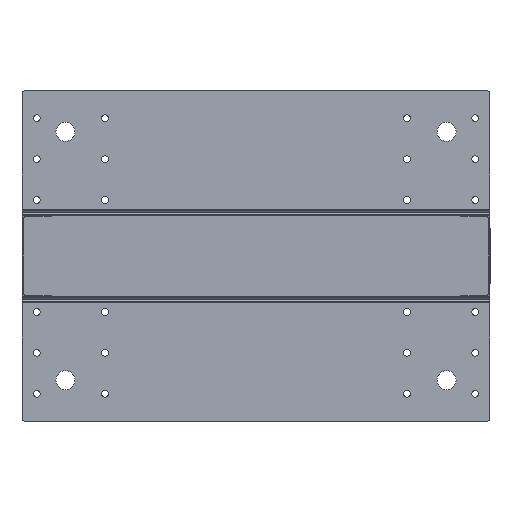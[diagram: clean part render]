
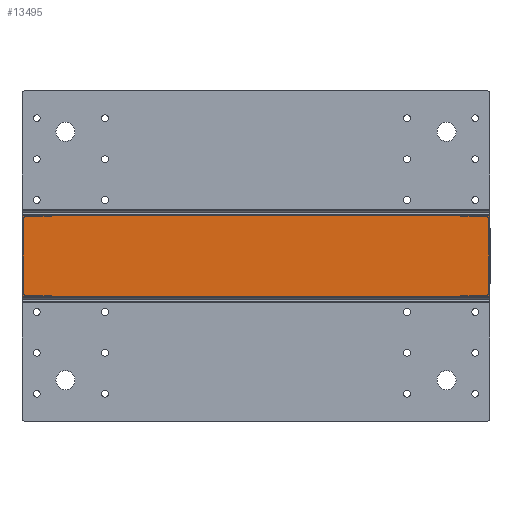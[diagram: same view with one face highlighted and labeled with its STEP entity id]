
A CAD part, front view. The second image highlights one B-rep face of the part: STEP entity #13495.
In plain terms, the highlighted face is planar.
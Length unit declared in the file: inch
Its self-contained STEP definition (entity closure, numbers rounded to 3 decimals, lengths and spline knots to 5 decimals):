
#2722 = DIRECTION ( 'NONE',  ( 0., 1., 0. ) ) ;
#4732 = EDGE_LOOP ( 'NONE', ( #44380, #49294, #27323, #33920 ) ) ;
#5004 = AXIS2_PLACEMENT_3D ( 'NONE', #8222, #24669, #41127 ) ;
#5584 = CARTESIAN_POINT ( 'NONE',  ( -1.77165, -10.12795, 0. ) ) ;
#7277 = DIRECTION ( 'NONE',  ( 1., 0., 0. ) ) ;
#7865 = CARTESIAN_POINT ( 'NONE',  ( -1.87008, 10.12795, 0. ) ) ;
#8222 = CARTESIAN_POINT ( 'NONE',  ( -1.87008, 10.12795, 0. ) ) ;
#13495 = ADVANCED_FACE ( 'NONE', ( #18821 ), #58710, .T. ) ;
#14471 = CARTESIAN_POINT ( 'NONE',  ( 1.77165, 10.12795, 0. ) ) ;
#14654 = VECTOR ( 'NONE', #7277, 39.37008 ) ;
#18821 = FACE_OUTER_BOUND ( 'NONE', #4732, .T. ) ;
#22171 = EDGE_CURVE ( 'NONE', #35123, #28394, #57993, .T. ) ;
#24296 = LINE ( 'NONE', #51397, #49373 ) ;
#24669 = DIRECTION ( 'NONE',  ( 0., 0., 1. ) ) ;
#25630 = VERTEX_POINT ( 'NONE', #41509 ) ;
#27323 = ORIENTED_EDGE ( 'NONE', *, *, #42952, .T. ) ;
#28394 = VERTEX_POINT ( 'NONE', #40940 ) ;
#30631 = VERTEX_POINT ( 'NONE', #5584 ) ;
#31482 = LINE ( 'NONE', #41741, #49413 ) ;
#33920 = ORIENTED_EDGE ( 'NONE', *, *, #69603, .T. ) ;
#34345 = CARTESIAN_POINT ( 'NONE',  ( -1.87008, -10.12795, 0. ) ) ;
#35123 = VERTEX_POINT ( 'NONE', #14471 ) ;
#36616 = DIRECTION ( 'NONE',  ( 0., -1., 0. ) ) ;
#40553 = LINE ( 'NONE', #34345, #14654 ) ;
#40940 = CARTESIAN_POINT ( 'NONE',  ( -1.77165, 10.12795, 0. ) ) ;
#41127 = DIRECTION ( 'NONE',  ( 1., 0., 0. ) ) ;
#41509 = CARTESIAN_POINT ( 'NONE',  ( 1.77165, -10.12795, 0. ) ) ;
#41741 = CARTESIAN_POINT ( 'NONE',  ( -1.77165, 10.12795, 0. ) ) ;
#42952 = EDGE_CURVE ( 'NONE', #28394, #30631, #31482, .T. ) ;
#44380 = ORIENTED_EDGE ( 'NONE', *, *, #66695, .T. ) ;
#49294 = ORIENTED_EDGE ( 'NONE', *, *, #22171, .T. ) ;
#49373 = VECTOR ( 'NONE', #2722, 39.37008 ) ;
#49413 = VECTOR ( 'NONE', #36616, 39.37008 ) ;
#51397 = CARTESIAN_POINT ( 'NONE',  ( 1.77165, 10.12795, 0. ) ) ;
#56764 = VECTOR ( 'NONE', #62410, 39.37008 ) ;
#57993 = LINE ( 'NONE', #7865, #56764 ) ;
#58710 = PLANE ( 'NONE',  #5004 ) ;
#62410 = DIRECTION ( 'NONE',  ( -1., 0., 0. ) ) ;
#66695 = EDGE_CURVE ( 'NONE', #25630, #35123, #24296, .T. ) ;
#69603 = EDGE_CURVE ( 'NONE', #30631, #25630, #40553, .T. ) ;
